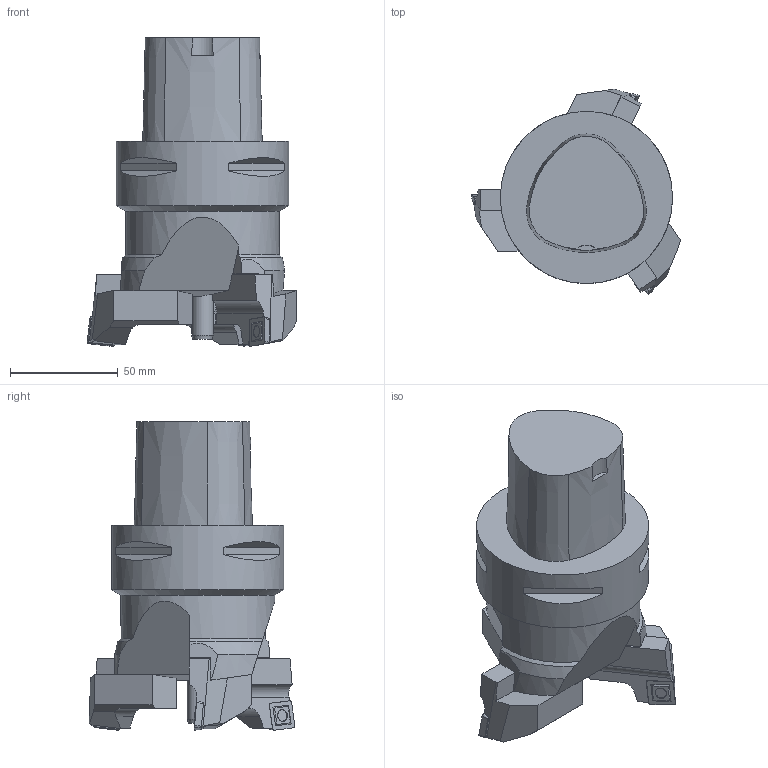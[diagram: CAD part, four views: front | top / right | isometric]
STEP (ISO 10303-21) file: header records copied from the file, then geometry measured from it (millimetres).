
FILE_DESCRIPTION(/* description */ (''),/* implementation_level */ '2;1');
FILE_NAME(/* name */ '1566374023275.stp',/* time_stamp */ '2019-08-21T09:53:49+02:00',/* author */ (''),/* organization */ ('SMS'),/* preprocessor_version */ 'ST-DEVELOPER v16.7',/* originating_system */ 'SIEMENS PLM Software NX 12.0',/* authorisation */ '');
FILE_SCHEMA (('AUTOMOTIVE_DESIGN { 1 0 10303 214 3 1 1 1 }'));
Length unit declared in the file: millimetre
Products named in the file (7): 201024009mod000_00; ASSEMBLY_CONSTRUCTION; 201012610mod000_00; 200956863mod000_01; 201024041mod000_01; 201082021mod000_01
Assembly tree (8 placements, depth 3):
  201082021mod000_01
    200956863mod000_01
    201024041mod000_01  x3
      201012610mod000_00
      ASSEMBLY_CONSTRUCTION
      201024009mod000_00
    ASSEMBLY_CONSTRUCTION
Bounding box: 97.23 x 95.48 x 143.21 mm (x, y, z)
Volume: 464573.4 mm3; surface area: 54435 mm2
Topology: 7 solids, 7 shells, 257 faces, 682 edges, 485 vertices
Faces by surface type: plane 170, cone 44, torus 24, cylinder 19
Full cylindrical faces by diameter (mm): 4 x6, 10.011 x1, 71.5 x1, 80 x1
Entity records: 4160 total; most frequent: CARTESIAN_POINT 792, DIRECTION 660, ORIENTED_EDGE 610, EDGE_CURVE 305, AXIS2_PLACEMENT_3D 234, VERTEX_POINT 222, LINE 192, VECTOR 192
